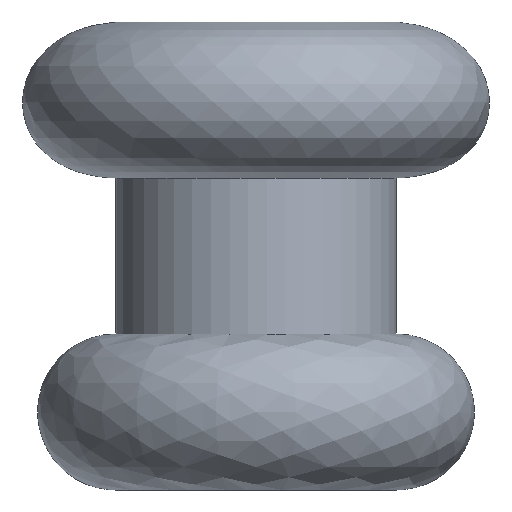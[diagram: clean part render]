
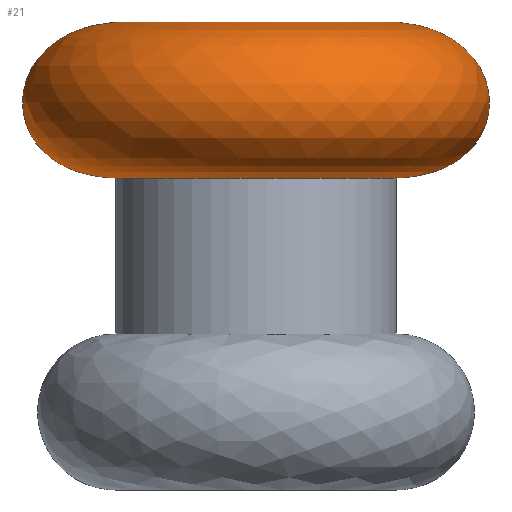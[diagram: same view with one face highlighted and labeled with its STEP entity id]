
A CAD part, front view. The second image highlights one B-rep face of the part: STEP entity #21.
In plain terms, the highlighted free-form (B-spline) face has degree [3, 2] with [4, 5] control points.
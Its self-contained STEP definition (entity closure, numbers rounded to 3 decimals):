
#21=ADVANCED_FACE('',(#29),#107,.T.);
#29=FACE_OUTER_BOUND('',#37,.T.);
#37=EDGE_LOOP('',(#59,#60,#61,#62));
#59=ORIENTED_EDGE('',*,*,#77,.T.);
#60=ORIENTED_EDGE('',*,*,#79,.T.);
#61=ORIENTED_EDGE('',*,*,#68,.F.);
#62=ORIENTED_EDGE('',*,*,#78,.F.);
#68=EDGE_CURVE('',#96,#98,#81,.T.);
#77=EDGE_CURVE('',#101,#102,#83,.T.);
#78=EDGE_CURVE('',#101,#96,#93,.T.);
#79=EDGE_CURVE('',#102,#98,#94,.T.);
#81=B_SPLINE_CURVE_WITH_KNOTS('',3,(#266,#267,#268,#269),.UNSPECIFIED.,
 .F.,.F.,(4,4),(195.,285.471),.UNSPECIFIED.);
#83=B_SPLINE_CURVE_WITH_KNOTS('',3,(#307,#308,#309,#310),.UNSPECIFIED.,
 .F.,.F.,(4,4),(195.,285.471),.UNSPECIFIED.);
#93=(
BOUNDED_CURVE()
B_SPLINE_CURVE(2,(#311,#312,#313,#314,#315),.UNSPECIFIED.,.F.,.F.)
B_SPLINE_CURVE_WITH_KNOTS((3,2,3),(235.116,352.674,470.232),
 .UNSPECIFIED.)
CURVE()
GEOMETRIC_REPRESENTATION_ITEM()
RATIONAL_B_SPLINE_CURVE((1.,0.707,1.,0.707,1.))
REPRESENTATION_ITEM('')
);
#94=(
BOUNDED_CURVE()
B_SPLINE_CURVE(2,(#316,#317,#318,#319,#320),.UNSPECIFIED.,.F.,.F.)
B_SPLINE_CURVE_WITH_KNOTS((3,2,3),(235.116,352.674,470.232),
 .UNSPECIFIED.)
CURVE()
GEOMETRIC_REPRESENTATION_ITEM()
RATIONAL_B_SPLINE_CURVE((1.,0.707,1.,0.707,1.))
REPRESENTATION_ITEM('')
);
#96=VERTEX_POINT('',#254);
#98=VERTEX_POINT('',#256);
#101=VERTEX_POINT('',#259);
#102=VERTEX_POINT('',#260);
#107=(
BOUNDED_SURFACE()
B_SPLINE_SURFACE(3,2,((#223,#224,#225,#226,#227),(#228,#229,#230,#231,#232),
(#233,#234,#235,#236,#237),(#238,#239,#240,#241,#242)),.UNSPECIFIED.,.F.,
 .F.,.F.)
B_SPLINE_SURFACE_WITH_KNOTS((4,4),(3,2,3),(195.,285.471),(235.116,
352.674,470.232),.UNSPECIFIED.)
GEOMETRIC_REPRESENTATION_ITEM()
RATIONAL_B_SPLINE_SURFACE(((1.,0.707,1.,0.707,1.),
(1.,0.707,1.,0.707,1.),(1.,0.707,1.,
0.707,1.),(1.,0.707,1.,0.707,1.)))
REPRESENTATION_ITEM('')
SURFACE()
);
#223=CARTESIAN_POINT('',(-45.,0.,150.));
#224=CARTESIAN_POINT('',(-45.,-45.,150.));
#225=CARTESIAN_POINT('',(0.,-45.,150.));
#226=CARTESIAN_POINT('',(45.,-45.,150.));
#227=CARTESIAN_POINT('',(45.,0.,150.));
#228=CARTESIAN_POINT('',(-84.601,0.,147.));
#229=CARTESIAN_POINT('',(-84.601,-84.601,147.));
#230=CARTESIAN_POINT('',(0.,-84.601,147.));
#231=CARTESIAN_POINT('',(84.601,-84.601,147.));
#232=CARTESIAN_POINT('',(84.601,0.,147.));
#233=CARTESIAN_POINT('',(-85.,0.,101.));
#234=CARTESIAN_POINT('',(-85.,-85.,101.));
#235=CARTESIAN_POINT('',(0.,-85.,101.));
#236=CARTESIAN_POINT('',(85.,-85.,101.));
#237=CARTESIAN_POINT('',(85.,0.,101.));
#238=CARTESIAN_POINT('',(-45.,0.,100.));
#239=CARTESIAN_POINT('',(-45.,-45.,100.));
#240=CARTESIAN_POINT('',(0.,-45.,100.));
#241=CARTESIAN_POINT('',(45.,-45.,100.));
#242=CARTESIAN_POINT('',(45.,0.,100.));
#254=CARTESIAN_POINT('',(45.,0.,150.));
#256=CARTESIAN_POINT('',(45.,0.,100.));
#259=CARTESIAN_POINT('',(-45.,0.,150.));
#260=CARTESIAN_POINT('',(-45.,0.,100.));
#266=CARTESIAN_POINT('',(45.,0.,150.));
#267=CARTESIAN_POINT('',(84.601,0.,147.));
#268=CARTESIAN_POINT('',(85.,0.,101.));
#269=CARTESIAN_POINT('',(45.,0.,100.));
#307=CARTESIAN_POINT('',(-45.,0.,150.));
#308=CARTESIAN_POINT('',(-84.601,0.,147.));
#309=CARTESIAN_POINT('',(-85.,0.,101.));
#310=CARTESIAN_POINT('',(-45.,0.,100.));
#311=CARTESIAN_POINT('',(-45.,0.,150.));
#312=CARTESIAN_POINT('',(-45.,-45.,150.));
#313=CARTESIAN_POINT('',(0.,-45.,150.));
#314=CARTESIAN_POINT('',(45.,-45.,150.));
#315=CARTESIAN_POINT('',(45.,0.,150.));
#316=CARTESIAN_POINT('',(-45.,0.,100.));
#317=CARTESIAN_POINT('',(-45.,-45.,100.));
#318=CARTESIAN_POINT('',(0.,-45.,100.));
#319=CARTESIAN_POINT('',(45.,-45.,100.));
#320=CARTESIAN_POINT('',(45.,0.,100.));
